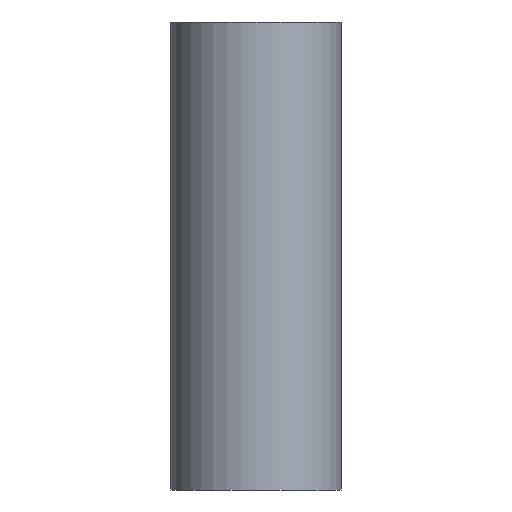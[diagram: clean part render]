
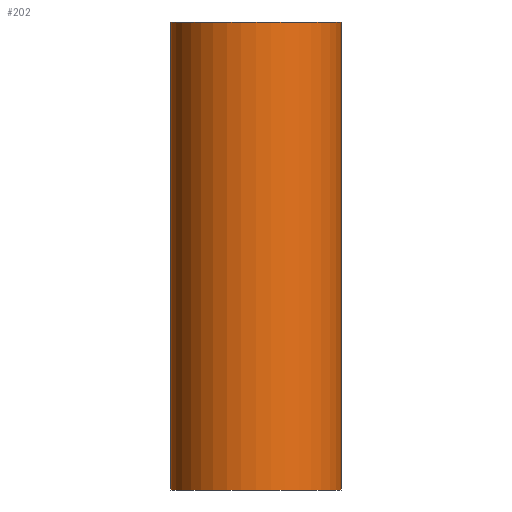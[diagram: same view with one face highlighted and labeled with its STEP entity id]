
A CAD part, left-side view. The second image highlights one B-rep face of the part: STEP entity #202.
In plain terms, the highlighted cylindrical face has radius 4 mm (diameter 8 mm), a full revolution.
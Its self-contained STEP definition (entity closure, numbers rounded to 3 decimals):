
#48 = VERTEX_POINT('',#49);
#49 = CARTESIAN_POINT('',(-20.,4.,28.));
#50 = VERTEX_POINT('',#51);
#51 = CARTESIAN_POINT('',(-20.,-4.,28.));
#58 = PLANE('',#59);
#59 = AXIS2_PLACEMENT_3D('',#60,#61,#62);
#60 = CARTESIAN_POINT('',(0.,0.,28.));
#61 = DIRECTION('',(0.,0.,1.));
#62 = DIRECTION('',(1.,0.,-0.));
#70 = PLANE('',#71);
#71 = AXIS2_PLACEMENT_3D('',#72,#73,#74);
#72 = CARTESIAN_POINT('',(-20.,15.,38.));
#73 = DIRECTION('',(-1.,0.,0.));
#74 = DIRECTION('',(0.,-1.,0.));
#82 = EDGE_CURVE('',#50,#83,#85,.T.);
#83 = VERTEX_POINT('',#84);
#84 = CARTESIAN_POINT('',(-16.,0.,28.));
#85 = SURFACE_CURVE('',#86,(#91,#98),.PCURVE_S1.);
#86 = CIRCLE('',#87,4.);
#87 = AXIS2_PLACEMENT_3D('',#88,#89,#90);
#88 = CARTESIAN_POINT('',(-20.,0.,28.));
#89 = DIRECTION('',(0.,0.,1.));
#90 = DIRECTION('',(1.,0.,-0.));
#91 = PCURVE('',#58,#92);
#92 = DEFINITIONAL_REPRESENTATION('',(#93),#97);
#93 = CIRCLE('',#94,4.);
#94 = AXIS2_PLACEMENT_2D('',#95,#96);
#95 = CARTESIAN_POINT('',(-20.,0.));
#96 = DIRECTION('',(1.,0.));
#97 = ( GEOMETRIC_REPRESENTATION_CONTEXT(2) 
PARAMETRIC_REPRESENTATION_CONTEXT() REPRESENTATION_CONTEXT('2D SPACE',''
  ) );
#98 = PCURVE('',#99,#104);
#99 = CYLINDRICAL_SURFACE('',#100,4.);
#100 = AXIS2_PLACEMENT_3D('',#101,#102,#103);
#101 = CARTESIAN_POINT('',(-20.,0.,38.));
#102 = DIRECTION('',(0.,0.,1.));
#103 = DIRECTION('',(1.,0.,0.));
#104 = DEFINITIONAL_REPRESENTATION('',(#105),#109);
#105 = LINE('',#106,#107);
#106 = CARTESIAN_POINT('',(0.,-10.));
#107 = VECTOR('',#108,1.);
#108 = DIRECTION('',(1.,0.));
#109 = ( GEOMETRIC_REPRESENTATION_CONTEXT(2) 
PARAMETRIC_REPRESENTATION_CONTEXT() REPRESENTATION_CONTEXT('2D SPACE',''
  ) );
#111 = EDGE_CURVE('',#83,#48,#112,.T.);
#112 = SURFACE_CURVE('',#113,(#118,#125),.PCURVE_S1.);
#113 = CIRCLE('',#114,4.);
#114 = AXIS2_PLACEMENT_3D('',#115,#116,#117);
#115 = CARTESIAN_POINT('',(-20.,0.,28.));
#116 = DIRECTION('',(0.,0.,1.));
#117 = DIRECTION('',(1.,0.,-0.));
#118 = PCURVE('',#58,#119);
#119 = DEFINITIONAL_REPRESENTATION('',(#120),#124);
#120 = CIRCLE('',#121,4.);
#121 = AXIS2_PLACEMENT_2D('',#122,#123);
#122 = CARTESIAN_POINT('',(-20.,0.));
#123 = DIRECTION('',(1.,0.));
#124 = ( GEOMETRIC_REPRESENTATION_CONTEXT(2) 
PARAMETRIC_REPRESENTATION_CONTEXT() REPRESENTATION_CONTEXT('2D SPACE',''
  ) );
#125 = PCURVE('',#99,#126);
#126 = DEFINITIONAL_REPRESENTATION('',(#127),#131);
#127 = LINE('',#128,#129);
#128 = CARTESIAN_POINT('',(0.,-10.));
#129 = VECTOR('',#130,1.);
#130 = DIRECTION('',(1.,0.));
#131 = ( GEOMETRIC_REPRESENTATION_CONTEXT(2) 
PARAMETRIC_REPRESENTATION_CONTEXT() REPRESENTATION_CONTEXT('2D SPACE',''
  ) );
#136 = EDGE_CURVE('',#50,#137,#139,.T.);
#137 = VERTEX_POINT('',#138);
#138 = CARTESIAN_POINT('',(-20.,-4.,30.));
#139 = SURFACE_CURVE('',#140,(#144,#150),.PCURVE_S1.);
#140 = LINE('',#141,#142);
#141 = CARTESIAN_POINT('',(-20.,-4.,38.));
#142 = VECTOR('',#143,1.);
#143 = DIRECTION('',(0.,0.,1.));
#144 = PCURVE('',#70,#145);
#145 = DEFINITIONAL_REPRESENTATION('',(#146),#149);
#146 = B_SPLINE_CURVE_WITH_KNOTS('',1,(#147,#148),.UNSPECIFIED.,.F.,.F.,
  (2,2),(-10.2,-7.8),.PIECEWISE_BEZIER_KNOTS.);
#147 = CARTESIAN_POINT('',(19.,-10.2));
#148 = CARTESIAN_POINT('',(19.,-7.8));
#149 = ( GEOMETRIC_REPRESENTATION_CONTEXT(2) 
PARAMETRIC_REPRESENTATION_CONTEXT() REPRESENTATION_CONTEXT('2D SPACE',''
  ) );
#150 = PCURVE('',#99,#151);
#151 = DEFINITIONAL_REPRESENTATION('',(#152),#155);
#152 = B_SPLINE_CURVE_WITH_KNOTS('',1,(#153,#154),.UNSPECIFIED.,.F.,.F.,
  (2,2),(-10.2,-7.8),.PIECEWISE_BEZIER_KNOTS.);
#153 = CARTESIAN_POINT('',(4.712,-10.2));
#154 = CARTESIAN_POINT('',(4.712,-7.8));
#155 = ( GEOMETRIC_REPRESENTATION_CONTEXT(2) 
PARAMETRIC_REPRESENTATION_CONTEXT() REPRESENTATION_CONTEXT('2D SPACE',''
  ) );
#158 = VERTEX_POINT('',#159);
#159 = CARTESIAN_POINT('',(-20.,4.,30.));
#172 = PLANE('',#173);
#173 = AXIS2_PLACEMENT_3D('',#174,#175,#176);
#174 = CARTESIAN_POINT('',(0.,0.,30.));
#175 = DIRECTION('',(0.,0.,1.));
#176 = DIRECTION('',(1.,0.,-0.));
#183 = EDGE_CURVE('',#48,#158,#184,.T.);
#184 = SURFACE_CURVE('',#185,(#189,#195),.PCURVE_S1.);
#185 = LINE('',#186,#187);
#186 = CARTESIAN_POINT('',(-20.,4.,38.));
#187 = VECTOR('',#188,1.);
#188 = DIRECTION('',(0.,0.,1.));
#189 = PCURVE('',#70,#190);
#190 = DEFINITIONAL_REPRESENTATION('',(#191),#194);
#191 = B_SPLINE_CURVE_WITH_KNOTS('',1,(#192,#193),.UNSPECIFIED.,.F.,.F.,
  (2,2),(-10.2,-7.8),.PIECEWISE_BEZIER_KNOTS.);
#192 = CARTESIAN_POINT('',(11.,-10.2));
#193 = CARTESIAN_POINT('',(11.,-7.8));
#194 = ( GEOMETRIC_REPRESENTATION_CONTEXT(2) 
PARAMETRIC_REPRESENTATION_CONTEXT() REPRESENTATION_CONTEXT('2D SPACE',''
  ) );
#195 = PCURVE('',#99,#196);
#196 = DEFINITIONAL_REPRESENTATION('',(#197),#200);
#197 = B_SPLINE_CURVE_WITH_KNOTS('',1,(#198,#199),.UNSPECIFIED.,.F.,.F.,
  (2,2),(-10.2,-7.8),.PIECEWISE_BEZIER_KNOTS.);
#198 = CARTESIAN_POINT('',(1.571,-10.2));
#199 = CARTESIAN_POINT('',(1.571,-7.8));
#200 = ( GEOMETRIC_REPRESENTATION_CONTEXT(2) 
PARAMETRIC_REPRESENTATION_CONTEXT() REPRESENTATION_CONTEXT('2D SPACE',''
  ) );
#202 = ADVANCED_FACE('',(#203),#99,.T.);
#203 = FACE_BOUND('',#204,.T.);
#204 = EDGE_LOOP('',(#205,#206,#229,#256,#257,#258,#259,#281));
#205 = ORIENTED_EDGE('',*,*,#111,.F.);
#206 = ORIENTED_EDGE('',*,*,#207,.T.);
#207 = EDGE_CURVE('',#83,#208,#210,.T.);
#208 = VERTEX_POINT('',#209);
#209 = CARTESIAN_POINT('',(-16.,0.,8.));
#210 = SEAM_CURVE('',#211,(#215,#222),.PCURVE_S1.);
#211 = LINE('',#212,#213);
#212 = CARTESIAN_POINT('',(-16.,0.,38.));
#213 = VECTOR('',#214,1.);
#214 = DIRECTION('',(-0.,-0.,-1.));
#215 = PCURVE('',#99,#216);
#216 = DEFINITIONAL_REPRESENTATION('',(#217),#221);
#217 = LINE('',#218,#219);
#218 = CARTESIAN_POINT('',(6.283,0.));
#219 = VECTOR('',#220,1.);
#220 = DIRECTION('',(0.,-1.));
#221 = ( GEOMETRIC_REPRESENTATION_CONTEXT(2) 
PARAMETRIC_REPRESENTATION_CONTEXT() REPRESENTATION_CONTEXT('2D SPACE',''
  ) );
#222 = PCURVE('',#99,#223);
#223 = DEFINITIONAL_REPRESENTATION('',(#224),#228);
#224 = LINE('',#225,#226);
#225 = CARTESIAN_POINT('',(0.,0.));
#226 = VECTOR('',#227,1.);
#227 = DIRECTION('',(0.,-1.));
#228 = ( GEOMETRIC_REPRESENTATION_CONTEXT(2) 
PARAMETRIC_REPRESENTATION_CONTEXT() REPRESENTATION_CONTEXT('2D SPACE',''
  ) );
#229 = ORIENTED_EDGE('',*,*,#230,.T.);
#230 = EDGE_CURVE('',#208,#208,#231,.T.);
#231 = SURFACE_CURVE('',#232,(#237,#244),.PCURVE_S1.);
#232 = CIRCLE('',#233,4.);
#233 = AXIS2_PLACEMENT_3D('',#234,#235,#236);
#234 = CARTESIAN_POINT('',(-20.,0.,8.));
#235 = DIRECTION('',(0.,0.,1.));
#236 = DIRECTION('',(1.,0.,0.));
#237 = PCURVE('',#99,#238);
#238 = DEFINITIONAL_REPRESENTATION('',(#239),#243);
#239 = LINE('',#240,#241);
#240 = CARTESIAN_POINT('',(0.,-30.));
#241 = VECTOR('',#242,1.);
#242 = DIRECTION('',(1.,0.));
#243 = ( GEOMETRIC_REPRESENTATION_CONTEXT(2) 
PARAMETRIC_REPRESENTATION_CONTEXT() REPRESENTATION_CONTEXT('2D SPACE',''
  ) );
#244 = PCURVE('',#245,#250);
#245 = PLANE('',#246);
#246 = AXIS2_PLACEMENT_3D('',#247,#248,#249);
#247 = CARTESIAN_POINT('',(-20.,0.,8.));
#248 = DIRECTION('',(0.,0.,1.));
#249 = DIRECTION('',(1.,0.,-0.));
#250 = DEFINITIONAL_REPRESENTATION('',(#251),#255);
#251 = CIRCLE('',#252,4.);
#252 = AXIS2_PLACEMENT_2D('',#253,#254);
#253 = CARTESIAN_POINT('',(0.,0.));
#254 = DIRECTION('',(1.,0.));
#255 = ( GEOMETRIC_REPRESENTATION_CONTEXT(2) 
PARAMETRIC_REPRESENTATION_CONTEXT() REPRESENTATION_CONTEXT('2D SPACE',''
  ) );
#256 = ORIENTED_EDGE('',*,*,#207,.F.);
#257 = ORIENTED_EDGE('',*,*,#82,.F.);
#258 = ORIENTED_EDGE('',*,*,#136,.T.);
#259 = ORIENTED_EDGE('',*,*,#260,.F.);
#260 = EDGE_CURVE('',#158,#137,#261,.T.);
#261 = SURFACE_CURVE('',#262,(#267,#274),.PCURVE_S1.);
#262 = CIRCLE('',#263,4.);
#263 = AXIS2_PLACEMENT_3D('',#264,#265,#266);
#264 = CARTESIAN_POINT('',(-20.,0.,30.));
#265 = DIRECTION('',(0.,0.,1.));
#266 = DIRECTION('',(1.,0.,-0.));
#267 = PCURVE('',#99,#268);
#268 = DEFINITIONAL_REPRESENTATION('',(#269),#273);
#269 = LINE('',#270,#271);
#270 = CARTESIAN_POINT('',(0.,-8.));
#271 = VECTOR('',#272,1.);
#272 = DIRECTION('',(1.,0.));
#273 = ( GEOMETRIC_REPRESENTATION_CONTEXT(2) 
PARAMETRIC_REPRESENTATION_CONTEXT() REPRESENTATION_CONTEXT('2D SPACE',''
  ) );
#274 = PCURVE('',#172,#275);
#275 = DEFINITIONAL_REPRESENTATION('',(#276),#280);
#276 = CIRCLE('',#277,4.);
#277 = AXIS2_PLACEMENT_2D('',#278,#279);
#278 = CARTESIAN_POINT('',(-20.,0.));
#279 = DIRECTION('',(1.,0.));
#280 = ( GEOMETRIC_REPRESENTATION_CONTEXT(2) 
PARAMETRIC_REPRESENTATION_CONTEXT() REPRESENTATION_CONTEXT('2D SPACE',''
  ) );
#281 = ORIENTED_EDGE('',*,*,#183,.F.);
